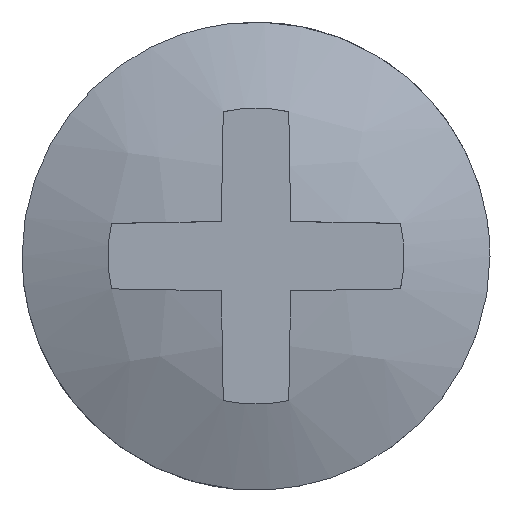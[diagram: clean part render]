
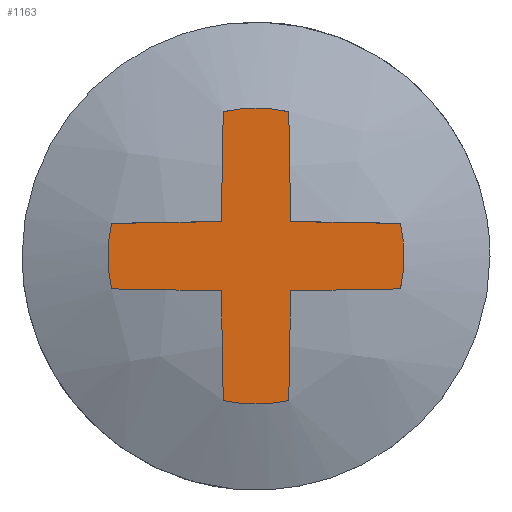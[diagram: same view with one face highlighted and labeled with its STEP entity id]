
A CAD part, top view. The second image highlights one B-rep face of the part: STEP entity #1163.
In plain terms, the highlighted free-form (B-spline) face has degree [1, 1] with [2, 2] control points.
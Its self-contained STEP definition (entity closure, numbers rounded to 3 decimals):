
#1040=CARTESIAN_POINT('',(-2.09,2.09,0.0));
#1041=CARTESIAN_POINT('',(2.09,2.09,0.0));
#1042=CARTESIAN_POINT('',(-2.09,-2.09,0.0));
#1043=CARTESIAN_POINT('',(2.09,-2.09,0.0));
#1044=B_SPLINE_SURFACE_WITH_KNOTS('',1,1,((#1040,#1042),(#1041,#1043)),.UNSPECIFIED.,.F.,.F.,.U.,(2,2),(2,2),(0.0,4.18),(0.0,4.18),.UNSPECIFIED.);
#1045=CARTESIAN_POINT('',(-0.445,-0.445,0.0));
#1046=VERTEX_POINT('',#1045);
#1047=CARTESIAN_POINT('',(-1.853,-0.42,0.0));
#1048=VERTEX_POINT('',#1047);
#1049=CARTESIAN_POINT('',(-0.445,-0.445,0.0));
#1050=CARTESIAN_POINT('',(-1.853,-0.42,0.0));
#1051=QUASI_UNIFORM_CURVE('',1,(#1049,#1050),.UNSPECIFIED.,.F.,.U.);
#1052=EDGE_CURVE('',#1046,#1048,#1051,.T.);
#1053=ORIENTED_EDGE('',*,*,#1052,.F.);
#1054=CARTESIAN_POINT('',(-0.42,-1.853,0.0));
#1055=VERTEX_POINT('',#1054);
#1056=CARTESIAN_POINT('',(-0.42,-1.853,0.0));
#1057=CARTESIAN_POINT('',(-0.445,-0.445,0.0));
#1058=QUASI_UNIFORM_CURVE('',1,(#1056,#1057),.UNSPECIFIED.,.F.,.U.);
#1059=EDGE_CURVE('',#1055,#1046,#1058,.T.);
#1060=ORIENTED_EDGE('',*,*,#1059,.F.);
#1061=CARTESIAN_POINT('',(0.42,-1.853,0.0));
#1062=VERTEX_POINT('',#1061);
#1063=CARTESIAN_POINT('',(-0.42,-1.853,0.0));
#1064=CARTESIAN_POINT('',(0.,-1.948,0.0));
#1065=CARTESIAN_POINT('',(0.42,-1.853,0.0));
#1073=(BOUNDED_CURVE()B_SPLINE_CURVE(2,(#1063,#1064,#1065),.UNSPECIFIED.,.F.,.U.)CURVE()GEOMETRIC_REPRESENTATION_ITEM()QUASI_UNIFORM_CURVE()RATIONAL_B_SPLINE_CURVE((1.0,0.975,1.0))REPRESENTATION_ITEM(''));
#1074=EDGE_CURVE('',#1055,#1062,#1073,.T.);
#1075=ORIENTED_EDGE('',*,*,#1074,.T.);
#1076=CARTESIAN_POINT('',(0.445,-0.445,0.0));
#1077=VERTEX_POINT('',#1076);
#1078=CARTESIAN_POINT('',(0.445,-0.445,0.0));
#1079=CARTESIAN_POINT('',(0.42,-1.853,0.0));
#1080=QUASI_UNIFORM_CURVE('',1,(#1078,#1079),.UNSPECIFIED.,.F.,.U.);
#1081=EDGE_CURVE('',#1077,#1062,#1080,.T.);
#1082=ORIENTED_EDGE('',*,*,#1081,.F.);
#1083=CARTESIAN_POINT('',(1.853,-0.42,0.0));
#1084=VERTEX_POINT('',#1083);
#1085=CARTESIAN_POINT('',(1.853,-0.42,0.0));
#1086=CARTESIAN_POINT('',(0.445,-0.445,0.0));
#1087=QUASI_UNIFORM_CURVE('',1,(#1085,#1086),.UNSPECIFIED.,.F.,.U.);
#1088=EDGE_CURVE('',#1084,#1077,#1087,.T.);
#1089=ORIENTED_EDGE('',*,*,#1088,.F.);
#1090=CARTESIAN_POINT('',(1.853,0.42,0.0));
#1091=VERTEX_POINT('',#1090);
#1092=CARTESIAN_POINT('',(1.853,-0.42,0.0));
#1093=CARTESIAN_POINT('',(1.948,0.,0.0));
#1094=CARTESIAN_POINT('',(1.853,0.42,0.0));
#1102=(BOUNDED_CURVE()B_SPLINE_CURVE(2,(#1092,#1093,#1094),.UNSPECIFIED.,.F.,.U.)CURVE()GEOMETRIC_REPRESENTATION_ITEM()QUASI_UNIFORM_CURVE()RATIONAL_B_SPLINE_CURVE((1.0,0.975,1.0))REPRESENTATION_ITEM(''));
#1103=EDGE_CURVE('',#1084,#1091,#1102,.T.);
#1104=ORIENTED_EDGE('',*,*,#1103,.T.);
#1105=CARTESIAN_POINT('',(0.445,0.443,0.0));
#1106=VERTEX_POINT('',#1105);
#1107=CARTESIAN_POINT('',(0.445,0.443,0.0));
#1108=CARTESIAN_POINT('',(1.853,0.42,0.0));
#1109=QUASI_UNIFORM_CURVE('',1,(#1107,#1108),.UNSPECIFIED.,.F.,.U.);
#1110=EDGE_CURVE('',#1106,#1091,#1109,.T.);
#1111=ORIENTED_EDGE('',*,*,#1110,.F.);
#1112=CARTESIAN_POINT('',(0.42,1.853,0.0));
#1113=VERTEX_POINT('',#1112);
#1114=CARTESIAN_POINT('',(0.42,1.853,0.0));
#1115=CARTESIAN_POINT('',(0.445,0.443,0.0));
#1116=QUASI_UNIFORM_CURVE('',1,(#1114,#1115),.UNSPECIFIED.,.F.,.U.);
#1117=EDGE_CURVE('',#1113,#1106,#1116,.T.);
#1118=ORIENTED_EDGE('',*,*,#1117,.F.);
#1119=CARTESIAN_POINT('',(-0.42,1.853,0.0));
#1120=VERTEX_POINT('',#1119);
#1121=CARTESIAN_POINT('',(0.42,1.853,0.0));
#1122=CARTESIAN_POINT('',(0.,1.948,0.0));
#1123=CARTESIAN_POINT('',(-0.42,1.853,0.0));
#1131=(BOUNDED_CURVE()B_SPLINE_CURVE(2,(#1121,#1122,#1123),.UNSPECIFIED.,.F.,.U.)CURVE()GEOMETRIC_REPRESENTATION_ITEM()QUASI_UNIFORM_CURVE()RATIONAL_B_SPLINE_CURVE((1.0,0.975,1.0))REPRESENTATION_ITEM(''));
#1132=EDGE_CURVE('',#1113,#1120,#1131,.T.);
#1133=ORIENTED_EDGE('',*,*,#1132,.T.);
#1134=CARTESIAN_POINT('',(-0.445,0.443,0.0));
#1135=VERTEX_POINT('',#1134);
#1136=CARTESIAN_POINT('',(-0.445,0.443,0.0));
#1137=CARTESIAN_POINT('',(-0.42,1.853,0.0));
#1138=QUASI_UNIFORM_CURVE('',1,(#1136,#1137),.UNSPECIFIED.,.F.,.U.);
#1139=EDGE_CURVE('',#1135,#1120,#1138,.T.);
#1140=ORIENTED_EDGE('',*,*,#1139,.F.);
#1141=CARTESIAN_POINT('',(-1.853,0.42,0.0));
#1142=VERTEX_POINT('',#1141);
#1143=CARTESIAN_POINT('',(-1.853,0.42,0.0));
#1144=CARTESIAN_POINT('',(-0.445,0.443,0.0));
#1145=QUASI_UNIFORM_CURVE('',1,(#1143,#1144),.UNSPECIFIED.,.F.,.U.);
#1146=EDGE_CURVE('',#1142,#1135,#1145,.T.);
#1147=ORIENTED_EDGE('',*,*,#1146,.F.);
#1148=CARTESIAN_POINT('',(-1.853,0.42,0.0));
#1149=CARTESIAN_POINT('',(-1.948,0.,0.0));
#1150=CARTESIAN_POINT('',(-1.853,-0.42,0.0));
#1158=(BOUNDED_CURVE()B_SPLINE_CURVE(2,(#1148,#1149,#1150),.UNSPECIFIED.,.F.,.U.)CURVE()GEOMETRIC_REPRESENTATION_ITEM()QUASI_UNIFORM_CURVE()RATIONAL_B_SPLINE_CURVE((1.0,0.975,1.0))REPRESENTATION_ITEM(''));
#1159=EDGE_CURVE('',#1142,#1048,#1158,.T.);
#1160=ORIENTED_EDGE('',*,*,#1159,.T.);
#1161=EDGE_LOOP('',(#1053,#1060,#1075,#1082,#1089,#1104,#1111,#1118,#1133,#1140,#1147,#1160));
#1162=FACE_OUTER_BOUND('',#1161,.T.);
#1163=ADVANCED_FACE('',(#1162),#1044,.F.);
